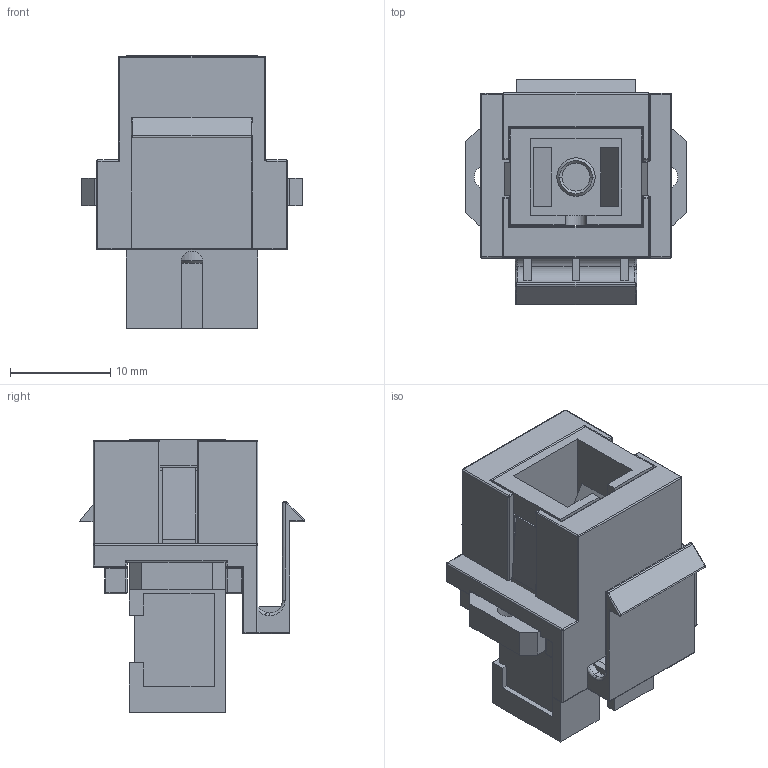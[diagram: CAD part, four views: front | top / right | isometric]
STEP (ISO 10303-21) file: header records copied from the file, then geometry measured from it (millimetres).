
FILE_DESCRIPTION (( 'STEP AP203' ), '1' );
FILE_NAME ('MJSCPSC-WT.STEP', '2011-03-17T12:26:34', ( 'x' ), ( 'Microsoft' ), 'SwSTEP 2.0', 'SolidWorks 2010', '' );
FILE_SCHEMA (( 'CONFIG_CONTROL_DESIGN' ));
Length unit declared in the file: inch
Products named in the file (4): MJSCPSC-WT; 3AB04-009-MA2; 3AB04-009; MJSCPSC-WT-MA1
Assembly tree (3 placements, depth 3):
  MJSCPSC-WT
    3AB04-009
      3AB04-009-MA2
    MJSCPSC-WT-MA1
Bounding box: 21.97 x 22.43 x 27.13 mm (x, y, z)
Volume: 3908.3 mm3; surface area: 5846.8 mm2
Topology: 2 solids, 2 shells, 375 faces, 960 edges, 557 vertices
Faces by surface type: plane 193, cylinder 115, sphere 35, torus 22, cone 8, bspline 2
Entity records: 11395 total; most frequent: CARTESIAN_POINT 2076, DIRECTION 1893, ORIENTED_EDGE 1842, EDGE_CURVE 921, VECTOR 661, LINE 661, AXIS2_PLACEMENT_3D 616, VERTEX_POINT 555
